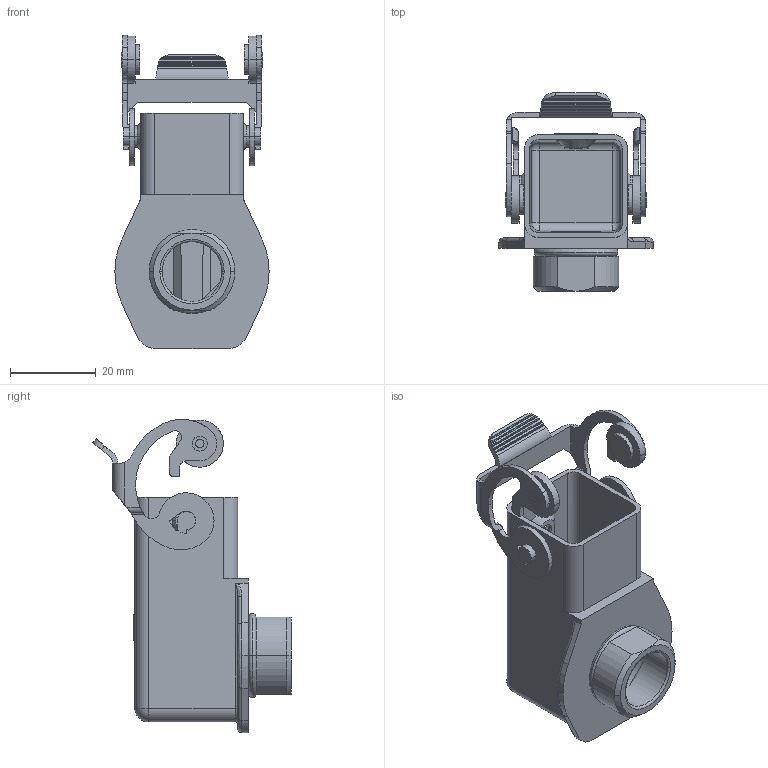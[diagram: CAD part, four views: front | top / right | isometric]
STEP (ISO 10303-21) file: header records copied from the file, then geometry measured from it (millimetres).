
FILE_DESCRIPTION(('CoCreate Modeling STEP Export'),'2;1');
FILE_NAME('MKAX IAF20.stp','2010-01-12T16:07:05',(''),(''),'CoCreate Modeling STEP processor for AP214 (Solid Model)','CoCreate Modeling 16.00A 16-Aug-2008 (C) Parametric Technology GmbH','');
FILE_SCHEMA(('AUTOMOTIVE_DESIGN { 1 0 10303 214 1 1 1 1 }'));
Length unit declared in the file: millimetre
Products named in the file (3): CUSTODIA; LEVA; MKAX_IAF20
Assembly tree (2 placements, depth 2):
  MKAX_IAF20
    LEVA
    CUSTODIA
Bounding box: 36 x 46.3 x 73.16 mm (x, y, z)
Volume: 11237.9 mm3; surface area: 14985.4 mm2
Topology: 1 solids, 3 shells, 342 faces, 881 edges, 558 vertices
Faces by surface type: cylinder 165, plane 146, cone 11, torus 11, sphere 6, bspline 3
Entity records: 16030 total; most frequent: CARTESIAN_POINT 5459, ORIENTED_EDGE 1746, DIRECTION 1501, EDGE_CURVE 875, VERTEX_POINT 558, AXIS2_PLACEMENT_3D 518, VECTOR 465, LINE 465
